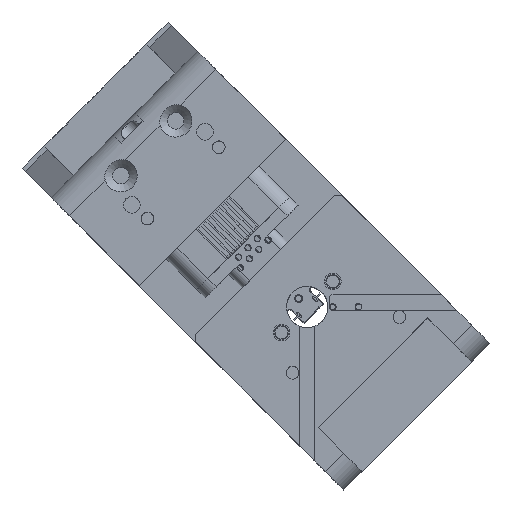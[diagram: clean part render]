
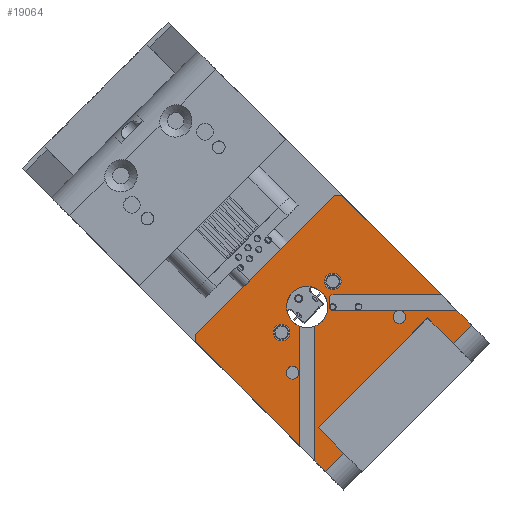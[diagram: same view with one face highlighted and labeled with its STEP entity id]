
A CAD part, top view. The second image highlights one B-rep face of the part: STEP entity #19064.
In plain terms, the highlighted planar face has unit normal (0, 0, 1).
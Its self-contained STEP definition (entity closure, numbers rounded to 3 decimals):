
#706=FACE_BOUND('',#2614,.T.);
#707=FACE_BOUND('',#2615,.T.);
#708=FACE_BOUND('',#2616,.T.);
#709=FACE_BOUND('',#2617,.T.);
#846=PLANE('',#20594);
#1482=FACE_OUTER_BOUND('',#2613,.T.);
#2613=EDGE_LOOP('',(#13637,#13638,#13639,#13640,#13641,#13642,#13643,#13644,
#13645,#13646,#13647,#13648,#13649,#13650,#13651,#13652,#13653,#13654,#13655,
#13656,#13657,#13658));
#2614=EDGE_LOOP('',(#13659));
#2615=EDGE_LOOP('',(#13660));
#2616=EDGE_LOOP('',(#13661));
#2617=EDGE_LOOP('',(#13662));
#3981=LINE('',#29303,#5866);
#3985=LINE('',#29312,#5870);
#3987=LINE('',#29319,#5872);
#3988=LINE('',#29321,#5873);
#3989=LINE('',#29323,#5874);
#3990=LINE('',#29325,#5875);
#3991=LINE('',#29327,#5876);
#3992=LINE('',#29329,#5877);
#3993=LINE('',#29335,#5878);
#3994=LINE('',#29337,#5879);
#3995=LINE('',#29339,#5880);
#3996=LINE('',#29341,#5881);
#3997=LINE('',#29343,#5882);
#3998=LINE('',#29345,#5883);
#3999=LINE('',#29347,#5884);
#4000=LINE('',#29349,#5885);
#4001=LINE('',#29351,#5886);
#5866=VECTOR('',#22897,10.);
#5870=VECTOR('',#22903,10.);
#5872=VECTOR('',#22913,10.);
#5873=VECTOR('',#22914,10.);
#5874=VECTOR('',#22915,10.);
#5875=VECTOR('',#22916,10.);
#5876=VECTOR('',#22917,10.);
#5877=VECTOR('',#22918,10.);
#5878=VECTOR('',#22923,10.);
#5879=VECTOR('',#22924,10.);
#5880=VECTOR('',#22925,10.);
#5881=VECTOR('',#22926,10.);
#5882=VECTOR('',#22927,10.);
#5883=VECTOR('',#22928,10.);
#5884=VECTOR('',#22929,10.);
#5885=VECTOR('',#22930,10.);
#5886=VECTOR('',#22931,10.);
#7691=CIRCLE('',#20593,0.5);
#7692=CIRCLE('',#20595,4.);
#7693=CIRCLE('',#20596,4.);
#7694=CIRCLE('',#20597,0.65);
#7695=CIRCLE('',#20598,0.65);
#7696=CIRCLE('',#20599,1.6);
#7697=CIRCLE('',#20600,1.6);
#7698=CIRCLE('',#20601,1.23);
#7699=CIRCLE('',#20602,1.23);
#8467=VERTEX_POINT('',#29300);
#8468=VERTEX_POINT('',#29302);
#8471=VERTEX_POINT('',#29309);
#8472=VERTEX_POINT('',#29311);
#8473=VERTEX_POINT('',#29318);
#8474=VERTEX_POINT('',#29320);
#8475=VERTEX_POINT('',#29322);
#8476=VERTEX_POINT('',#29324);
#8477=VERTEX_POINT('',#29326);
#8478=VERTEX_POINT('',#29328);
#8479=VERTEX_POINT('',#29330);
#8480=VERTEX_POINT('',#29332);
#8481=VERTEX_POINT('',#29334);
#8482=VERTEX_POINT('',#29336);
#8483=VERTEX_POINT('',#29338);
#8484=VERTEX_POINT('',#29340);
#8485=VERTEX_POINT('',#29342);
#8486=VERTEX_POINT('',#29344);
#8487=VERTEX_POINT('',#29346);
#8488=VERTEX_POINT('',#29348);
#8489=VERTEX_POINT('',#29350);
#8490=VERTEX_POINT('',#29352);
#8491=VERTEX_POINT('',#29355);
#8492=VERTEX_POINT('',#29357);
#8493=VERTEX_POINT('',#29359);
#8494=VERTEX_POINT('',#29361);
#10422=EDGE_CURVE('',#8468,#8467,#3981,.T.);
#10426=EDGE_CURVE('',#8472,#8471,#3985,.T.);
#10429=EDGE_CURVE('',#8467,#8472,#7691,.T.);
#10430=EDGE_CURVE('',#8473,#8471,#3987,.T.);
#10431=EDGE_CURVE('',#8474,#8473,#3988,.T.);
#10432=EDGE_CURVE('',#8475,#8474,#3989,.T.);
#10433=EDGE_CURVE('',#8476,#8475,#3990,.T.);
#10434=EDGE_CURVE('',#8477,#8476,#3991,.T.);
#10435=EDGE_CURVE('',#8477,#8478,#3992,.T.);
#10436=EDGE_CURVE('',#8478,#8479,#7692,.T.);
#10437=EDGE_CURVE('',#8479,#8480,#7693,.T.);
#10438=EDGE_CURVE('',#8480,#8481,#3993,.T.);
#10439=EDGE_CURVE('',#8482,#8481,#3994,.T.);
#10440=EDGE_CURVE('',#8483,#8482,#3995,.T.);
#10441=EDGE_CURVE('',#8483,#8484,#3996,.T.);
#10442=EDGE_CURVE('',#8484,#8485,#3997,.T.);
#10443=EDGE_CURVE('',#8485,#8486,#3998,.T.);
#10444=EDGE_CURVE('',#8487,#8486,#3999,.T.);
#10445=EDGE_CURVE('',#8488,#8487,#4000,.T.);
#10446=EDGE_CURVE('',#8488,#8489,#4001,.T.);
#10447=EDGE_CURVE('',#8489,#8490,#7694,.T.);
#10448=EDGE_CURVE('',#8490,#8468,#7695,.T.);
#10449=EDGE_CURVE('',#8491,#8491,#7696,.T.);
#10450=EDGE_CURVE('',#8492,#8492,#7697,.T.);
#10451=EDGE_CURVE('',#8493,#8493,#7698,.T.);
#10452=EDGE_CURVE('',#8494,#8494,#7699,.T.);
#13637=ORIENTED_EDGE('',*,*,#10422,.T.);
#13638=ORIENTED_EDGE('',*,*,#10429,.T.);
#13639=ORIENTED_EDGE('',*,*,#10426,.T.);
#13640=ORIENTED_EDGE('',*,*,#10430,.F.);
#13641=ORIENTED_EDGE('',*,*,#10431,.F.);
#13642=ORIENTED_EDGE('',*,*,#10432,.F.);
#13643=ORIENTED_EDGE('',*,*,#10433,.F.);
#13644=ORIENTED_EDGE('',*,*,#10434,.F.);
#13645=ORIENTED_EDGE('',*,*,#10435,.T.);
#13646=ORIENTED_EDGE('',*,*,#10436,.T.);
#13647=ORIENTED_EDGE('',*,*,#10437,.T.);
#13648=ORIENTED_EDGE('',*,*,#10438,.T.);
#13649=ORIENTED_EDGE('',*,*,#10439,.F.);
#13650=ORIENTED_EDGE('',*,*,#10440,.F.);
#13651=ORIENTED_EDGE('',*,*,#10441,.T.);
#13652=ORIENTED_EDGE('',*,*,#10442,.T.);
#13653=ORIENTED_EDGE('',*,*,#10443,.T.);
#13654=ORIENTED_EDGE('',*,*,#10444,.F.);
#13655=ORIENTED_EDGE('',*,*,#10445,.F.);
#13656=ORIENTED_EDGE('',*,*,#10446,.T.);
#13657=ORIENTED_EDGE('',*,*,#10447,.T.);
#13658=ORIENTED_EDGE('',*,*,#10448,.T.);
#13659=ORIENTED_EDGE('',*,*,#10449,.T.);
#13660=ORIENTED_EDGE('',*,*,#10450,.T.);
#13661=ORIENTED_EDGE('',*,*,#10451,.T.);
#13662=ORIENTED_EDGE('',*,*,#10452,.T.);
#19064=ADVANCED_FACE('',(#1482,#706,#707,#708,#709),#846,.T.);
#20593=AXIS2_PLACEMENT_3D('',#29316,#22909,#22910);
#20594=AXIS2_PLACEMENT_3D('',#29317,#22911,#22912);
#20595=AXIS2_PLACEMENT_3D('',#29331,#22919,#22920);
#20596=AXIS2_PLACEMENT_3D('',#29333,#22921,#22922);
#20597=AXIS2_PLACEMENT_3D('',#29353,#22932,#22933);
#20598=AXIS2_PLACEMENT_3D('',#29354,#22934,#22935);
#20599=AXIS2_PLACEMENT_3D('',#29356,#22936,#22937);
#20600=AXIS2_PLACEMENT_3D('',#29358,#22938,#22939);
#20601=AXIS2_PLACEMENT_3D('',#29360,#22940,#22941);
#20602=AXIS2_PLACEMENT_3D('',#29362,#22942,#22943);
#22897=DIRECTION('',(0.707,0.707,0.));
#22903=DIRECTION('',(0.707,-0.707,0.));
#22909=DIRECTION('center_axis',(0.,0.,-1.));
#22910=DIRECTION('ref_axis',(-0.707,-0.707,0.));
#22911=DIRECTION('center_axis',(0.,0.,1.));
#22912=DIRECTION('ref_axis',(1.,0.,0.));
#22913=DIRECTION('',(0.,-1.,0.));
#22914=DIRECTION('',(0.707,-0.707,0.));
#22915=DIRECTION('',(1.,0.,0.));
#22916=DIRECTION('',(0.707,0.707,0.));
#22917=DIRECTION('',(0.,1.,0.));
#22918=DIRECTION('',(0.707,0.707,0.));
#22919=DIRECTION('center_axis',(0.,0.,-1.));
#22920=DIRECTION('ref_axis',(1.,0.,0.));
#22921=DIRECTION('center_axis',(0.,0.,-1.));
#22922=DIRECTION('ref_axis',(1.,0.,0.));
#22923=DIRECTION('',(-0.707,-0.707,0.));
#22924=DIRECTION('',(0.,1.,0.));
#22925=DIRECTION('',(-1.,0.,0.));
#22926=DIRECTION('',(0.,1.,0.));
#22927=DIRECTION('',(1.,0.,0.));
#22928=DIRECTION('',(0.,-1.,0.));
#22929=DIRECTION('',(-1.,0.,0.));
#22930=DIRECTION('',(0.,-1.,0.));
#22931=DIRECTION('',(-0.707,0.707,0.));
#22932=DIRECTION('center_axis',(0.,0.,-1.));
#22933=DIRECTION('ref_axis',(1.,0.,0.));
#22934=DIRECTION('center_axis',(0.,0.,-1.));
#22935=DIRECTION('ref_axis',(1.,0.,0.));
#22936=DIRECTION('center_axis',(0.,0.,-1.));
#22937=DIRECTION('ref_axis',(1.,0.,0.));
#22938=DIRECTION('center_axis',(0.,0.,-1.));
#22939=DIRECTION('ref_axis',(1.,0.,0.));
#22940=DIRECTION('center_axis',(0.,0.,-1.));
#22941=DIRECTION('ref_axis',(1.,0.,0.));
#22942=DIRECTION('center_axis',(0.,0.,-1.));
#22943=DIRECTION('ref_axis',(1.,0.,0.));
#29300=CARTESIAN_POINT('',(4.349,7.518,17.3));
#29302=CARTESIAN_POINT('',(3.04,6.21,17.3));
#29303=CARTESIAN_POINT('',(0.822,3.991,17.3));
#29309=CARTESIAN_POINT('',(20.,-7.427,17.3));
#29311=CARTESIAN_POINT('',(5.056,7.518,17.3));
#29312=CARTESIAN_POINT('',(0.577,11.996,17.3));
#29316=CARTESIAN_POINT('Origin',(4.702,7.164,17.3));
#29317=CARTESIAN_POINT('Origin',(-10.,10.375,17.3));
#29318=CARTESIAN_POINT('',(20.,19.75,17.3));
#29319=CARTESIAN_POINT('',(20.,-20.75,17.3));
#29320=CARTESIAN_POINT('',(19.,20.75,17.3));
#29321=CARTESIAN_POINT('',(14.594,25.156,17.3));
#29322=CARTESIAN_POINT('',(-19.,20.75,17.3));
#29323=CARTESIAN_POINT('',(20.,20.75,17.3));
#29324=CARTESIAN_POINT('',(-20.,19.75,17.3));
#29325=CARTESIAN_POINT('',(-19.594,20.156,17.3));
#29326=CARTESIAN_POINT('',(-20.,-8.629,17.3));
#29327=CARTESIAN_POINT('',(-20.,20.75,17.3));
#29328=CARTESIAN_POINT('',(-3.683,7.689,17.3));
#29329=CARTESIAN_POINT('',(-4.59,6.781,17.3));
#29330=CARTESIAN_POINT('',(-4.,9.25,17.3));
#29331=CARTESIAN_POINT('Origin',(0.,9.25,17.3));
#29332=CARTESIAN_POINT('',(-1.561,5.567,17.3));
#29333=CARTESIAN_POINT('Origin',(0.,9.25,17.3));
#29334=CARTESIAN_POINT('',(-20.,-12.871,17.3));
#29335=CARTESIAN_POINT('',(-11.688,-4.56,17.3));
#29336=CARTESIAN_POINT('',(-20.,-15.75,17.3));
#29337=CARTESIAN_POINT('',(-20.,20.75,17.3));
#29338=CARTESIAN_POINT('',(-15.,-15.75,17.3));
#29339=CARTESIAN_POINT('',(5.,-15.75,17.3));
#29340=CARTESIAN_POINT('',(-15.,-8.75,17.3));
#29341=CARTESIAN_POINT('',(-15.,-5.188,17.3));
#29342=CARTESIAN_POINT('',(15.,-8.75,17.3));
#29343=CARTESIAN_POINT('',(-5.,-8.75,17.3));
#29344=CARTESIAN_POINT('',(15.,-15.75,17.3));
#29345=CARTESIAN_POINT('',(15.,-5.188,17.3));
#29346=CARTESIAN_POINT('',(20.,-15.75,17.3));
#29347=CARTESIAN_POINT('',(5.,-15.75,17.3));
#29348=CARTESIAN_POINT('',(20.,-11.669,17.3));
#29349=CARTESIAN_POINT('',(20.,-20.75,17.3));
#29350=CARTESIAN_POINT('',(3.04,5.29,17.3));
#29351=CARTESIAN_POINT('',(-1.491,9.822,17.3));
#29352=CARTESIAN_POINT('',(2.85,5.75,17.3));
#29353=CARTESIAN_POINT('Origin',(3.5,5.75,17.3));
#29354=CARTESIAN_POINT('Origin',(3.5,5.75,17.3));
#29355=CARTESIAN_POINT('',(5.4,9.25,17.3));
#29356=CARTESIAN_POINT('Origin',(7.,9.25,17.3));
#29357=CARTESIAN_POINT('',(-8.6,9.25,17.3));
#29358=CARTESIAN_POINT('Origin',(-7.,9.25,17.3));
#29359=CARTESIAN_POINT('',(10.021,-4.75,17.3));
#29360=CARTESIAN_POINT('Origin',(11.25,-4.75,17.3));
#29361=CARTESIAN_POINT('',(-12.23,2.25,17.3));
#29362=CARTESIAN_POINT('Origin',(-11.,2.25,17.3));
